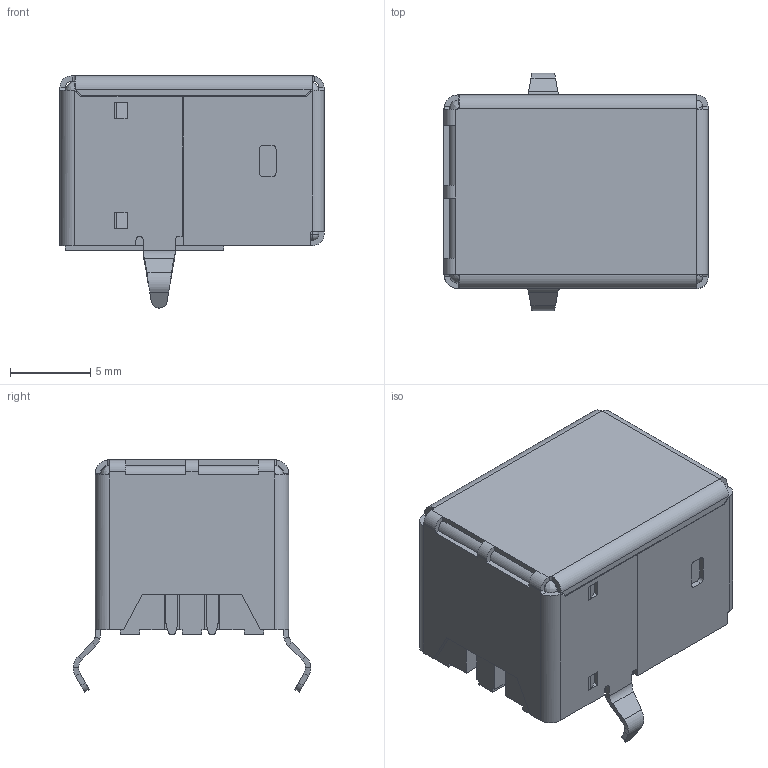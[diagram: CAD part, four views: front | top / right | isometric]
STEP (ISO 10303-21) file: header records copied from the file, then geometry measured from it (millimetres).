
FILE_DESCRIPTION(('FreeCAD Model'),'2;1');
FILE_NAME('Open CASCADE Shape Model','2025-02-24T12:35:38',( 'kicad StepUp'),('ksu MCAD'),'Open CASCADE STEP processor 7.6', 'FreeCAD','Unknown');
FILE_SCHEMA(('AUTOMOTIVE_DESIGN { 1 0 10303 214 1 1 1 1 }'));
Length unit declared in the file: millimetre
Products named in the file (1): USB-B1HSB007
Bounding box: 16.5 x 14.84 x 14.5 mm (x, y, z)
Volume: 1635.4 mm3; surface area: 3068.4 mm2
Topology: 12 solids, 12 shells, 514 faces, 1375 edges, 882 vertices
Faces by surface type: plane 362, cylinder 125, bspline 19, cone 6, sphere 2
Entity records: 20010 total; most frequent: CARTESIAN_POINT 3569, ORIENTED_EDGE 2738, DIRECTION 2523, EDGE_CURVE 1369, LINE 1059, VECTOR 1059, VERTEX_POINT 882, AXIS2_PLACEMENT_3D 732
